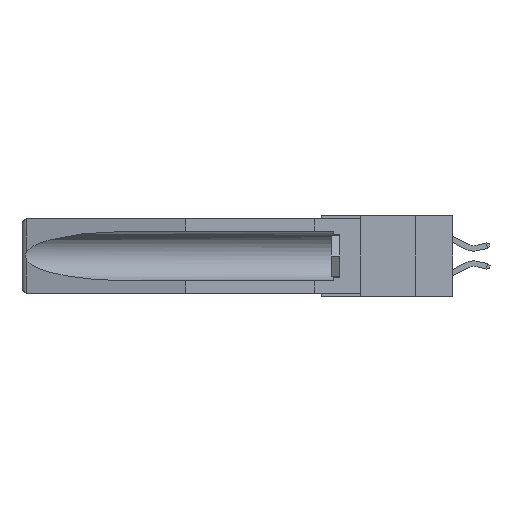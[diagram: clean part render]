
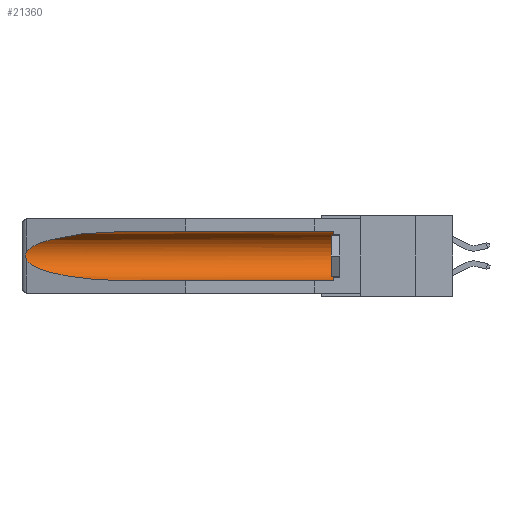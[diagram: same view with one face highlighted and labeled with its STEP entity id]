
A CAD part, left-side view. The second image highlights one B-rep face of the part: STEP entity #21360.
In plain terms, the highlighted cylindrical face has radius 2.857 mm (diameter 5.715 mm), a partial arc.
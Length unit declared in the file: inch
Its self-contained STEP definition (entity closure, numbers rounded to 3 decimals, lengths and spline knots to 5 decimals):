
#691 =( BOUNDED_CURVE ( )  B_SPLINE_CURVE ( 3, ( #21642, #10609, #3381, #10518 ),
 .UNSPECIFIED., .F., .F. ) 
 B_SPLINE_CURVE_WITH_KNOTS ( ( 4, 4 ),
 ( 0.1948, 1.5708 ),
 .UNSPECIFIED. ) 
 CURVE ( )  GEOMETRIC_REPRESENTATION_ITEM ( )  RATIONAL_B_SPLINE_CURVE ( ( 1., 0.848, 0.848, 1. ) ) 
 REPRESENTATION_ITEM ( '' )  );
#1203 = VECTOR ( 'NONE', #15560, 39.37008 ) ;
#1477 = CARTESIAN_POINT ( 'NONE',  ( 0.155, 1.07973, -0.284 ) ) ;
#1884 = CARTESIAN_POINT ( 'NONE',  ( 0.2673, 1.5327, -0.16383 ) ) ;
#1956 = CARTESIAN_POINT ( 'NONE',  ( 0.26537, 1.52718, -0.14972 ) ) ;
#1965 = CARTESIAN_POINT ( 'NONE',  ( 0.21114, 1.30732, -0.059 ) ) ;
#2237 = AXIS2_PLACEMENT_3D ( 'NONE', #21194, #2926, #21117 ) ;
#2691 = CARTESIAN_POINT ( 'NONE',  ( 0.26537, 1.52718, -0.19328 ) ) ;
#2727 = DIRECTION ( 'NONE',  ( 0., 0., 1. ) ) ;
#2926 = DIRECTION ( 'NONE',  ( 0., 1., 0. ) ) ;
#3203 = ORIENTED_EDGE ( 'NONE', *, *, #3278, .T. ) ;
#3278 = EDGE_CURVE ( 'NONE', #18680, #9457, #4292, .T. ) ;
#3381 = CARTESIAN_POINT ( 'NONE',  ( 0.21114, 1.30732, -0.284 ) ) ;
#3611 = ORIENTED_EDGE ( 'NONE', *, *, #13368, .T. ) ;
#3903 = CARTESIAN_POINT ( 'NONE',  ( 0.25451, 1.48313, -0.09465 ) ) ;
#4292 = CIRCLE ( 'NONE', #15294, 0.1125 ) ;
#4673 = LINE ( 'NONE', #7624, #1203 ) ;
#4853 = EDGE_CURVE ( 'NONE', #21414, #5984, #691, .T. ) ;
#5705 = VERTEX_POINT ( 'NONE', #11365 ) ;
#5886 = CARTESIAN_POINT ( 'NONE',  ( 0.2675, 1.53308, -0.17534 ) ) ;
#5984 = VERTEX_POINT ( 'NONE', #1477 ) ;
#7624 = CARTESIAN_POINT ( 'NONE',  ( 0.155, -0.30754, -0.059 ) ) ;
#7681 = CARTESIAN_POINT ( 'NONE',  ( 0.26655, 1.53094, -0.18657 ) ) ;
#7759 = CARTESIAN_POINT ( 'NONE',  ( 0.26537, 1.52718, -0.19328 ) ) ;
#7973 = ORIENTED_EDGE ( 'NONE', *, *, #4853, .T. ) ;
#8139 = CARTESIAN_POINT ( 'NONE',  ( 0.155, 0.126, -0.284 ) ) ;
#9047 = CARTESIAN_POINT ( 'NONE',  ( 0.155, 1.07973, -0.059 ) ) ;
#9143 = B_SPLINE_CURVE_WITH_KNOTS ( 'NONE', 3,
 ( #1956, #18549, #18232, #1884, #16507, #5886, #15151, #7681, #18948, #7759 ),
 .UNSPECIFIED., .F., .F.,
 ( 4, 2, 2, 2, 4 ),
 ( 0., 0.00029, 0.00058, 0.00087, 0.00117 ),
 .UNSPECIFIED. ) ;
#9440 = CARTESIAN_POINT ( 'NONE',  ( 0.155, -0.30754, -0.284 ) ) ;
#9457 = VERTEX_POINT ( 'NONE', #15323 ) ;
#10124 = VERTEX_POINT ( 'NONE', #20309 ) ;
#10492 = ORIENTED_EDGE ( 'NONE', *, *, #14327, .T. ) ;
#10518 = CARTESIAN_POINT ( 'NONE',  ( 0.155, 1.07973, -0.284 ) ) ;
#10609 = CARTESIAN_POINT ( 'NONE',  ( 0.25451, 1.48313, -0.24835 ) ) ;
#10663 = ORIENTED_EDGE ( 'NONE', *, *, #23267, .F. ) ;
#10669 = EDGE_LOOP ( 'NONE', ( #3611, #19984, #7973, #10663, #3203, #10492 ) ) ;
#10779 = LINE ( 'NONE', #9440, #21539 ) ;
#11365 = CARTESIAN_POINT ( 'NONE',  ( 0.155, 1.07973, -0.059 ) ) ;
#12966 =( BOUNDED_CURVE ( )  B_SPLINE_CURVE ( 3, ( #9047, #1965, #3903, #13051 ),
 .UNSPECIFIED., .F., .F. ) 
 B_SPLINE_CURVE_WITH_KNOTS ( ( 4, 4 ),
 ( 4.71239, 6.08839 ),
 .UNSPECIFIED. ) 
 CURVE ( )  GEOMETRIC_REPRESENTATION_ITEM ( )  RATIONAL_B_SPLINE_CURVE ( ( 1., 0.848, 0.848, 1. ) ) 
 REPRESENTATION_ITEM ( '' )  );
#13051 = CARTESIAN_POINT ( 'NONE',  ( 0.26537, 1.52718, -0.14972 ) ) ;
#13368 = EDGE_CURVE ( 'NONE', #5705, #10124, #12966, .T. ) ;
#13433 = FACE_OUTER_BOUND ( 'NONE', #10669, .T. ) ;
#14327 = EDGE_CURVE ( 'NONE', #9457, #5705, #4673, .T. ) ;
#15151 = CARTESIAN_POINT ( 'NONE',  ( 0.2673, 1.53269, -0.17917 ) ) ;
#15294 = AXIS2_PLACEMENT_3D ( 'NONE', #21070, #15441, #2727 ) ;
#15323 = CARTESIAN_POINT ( 'NONE',  ( 0.155, 0.126, -0.059 ) ) ;
#15441 = DIRECTION ( 'NONE',  ( 0., -1., 0. ) ) ;
#15560 = DIRECTION ( 'NONE',  ( 0., 1., 0. ) ) ;
#16507 = CARTESIAN_POINT ( 'NONE',  ( 0.2675, 1.53308, -0.16763 ) ) ;
#17740 = CYLINDRICAL_SURFACE ( 'NONE', #2237, 0.1125 ) ;
#18232 = CARTESIAN_POINT ( 'NONE',  ( 0.26654, 1.53092, -0.15636 ) ) ;
#18417 = EDGE_CURVE ( 'NONE', #10124, #21414, #9143, .T. ) ;
#18549 = CARTESIAN_POINT ( 'NONE',  ( 0.26597, 1.52961, -0.15275 ) ) ;
#18680 = VERTEX_POINT ( 'NONE', #8139 ) ;
#18810 = DIRECTION ( 'NONE',  ( 0., 1., 0. ) ) ;
#18948 = CARTESIAN_POINT ( 'NONE',  ( 0.26597, 1.5296, -0.19026 ) ) ;
#19984 = ORIENTED_EDGE ( 'NONE', *, *, #18417, .T. ) ;
#20309 = CARTESIAN_POINT ( 'NONE',  ( 0.26537, 1.52718, -0.14972 ) ) ;
#21070 = CARTESIAN_POINT ( 'NONE',  ( 0.155, 0.126, -0.1715 ) ) ;
#21117 = DIRECTION ( 'NONE',  ( 0., 0., 1. ) ) ;
#21194 = CARTESIAN_POINT ( 'NONE',  ( 0.155, -0.30754, -0.1715 ) ) ;
#21360 = ADVANCED_FACE ( 'NONE', ( #13433 ), #17740, .F. ) ;
#21414 = VERTEX_POINT ( 'NONE', #2691 ) ;
#21539 = VECTOR ( 'NONE', #18810, 39.37008 ) ;
#21642 = CARTESIAN_POINT ( 'NONE',  ( 0.26537, 1.52718, -0.19328 ) ) ;
#23267 = EDGE_CURVE ( 'NONE', #18680, #5984, #10779, .T. ) ;
